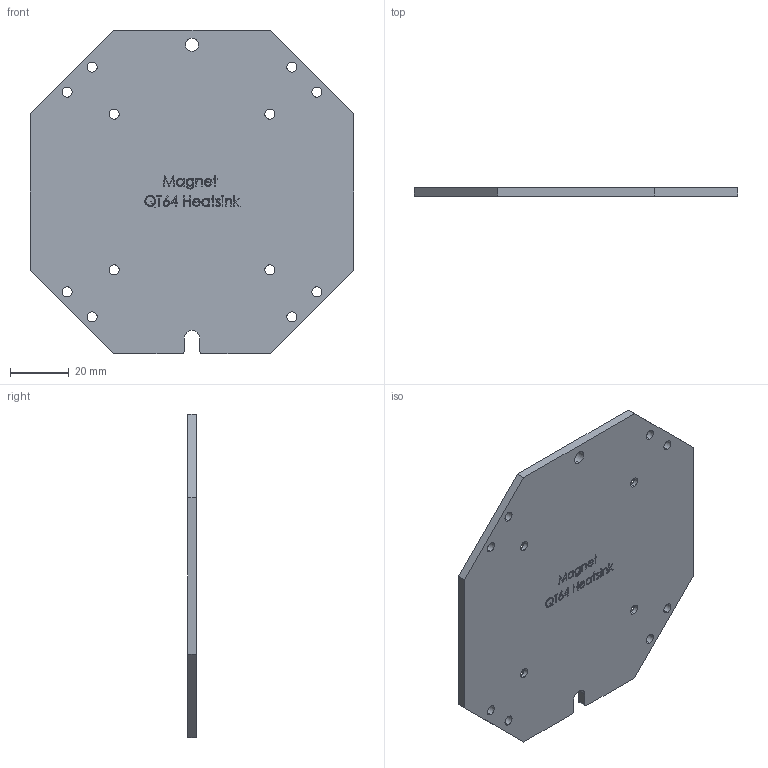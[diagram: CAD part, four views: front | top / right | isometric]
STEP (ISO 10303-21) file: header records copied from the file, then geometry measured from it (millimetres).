
FILE_DESCRIPTION (( 'STEP AP203' ), '1' );
FILE_NAME ('Heatsink.STEP', '2025-04-28T12:57:09', ( '' ), ( '' ), 'SwSTEP 2.0', 'SolidWorks 2024', '' );
FILE_SCHEMA (( 'CONFIG_CONTROL_DESIGN' ));
Length unit declared in the file: millimetre
Products named in the file (1): Heatsink
Bounding box: 110 x 3 x 110 mm (x, y, z)
Volume: 30886 mm3; surface area: 22499.2 mm2
Topology: 1 solids, 1 shells, 313 faces, 844 edges, 560 vertices
Faces by surface type: plane 173, bspline 102, cylinder 30, cone 8
Entity records: 14675 total; most frequent: CARTESIAN_POINT 7316, ORIENTED_EDGE 1688, DIRECTION 1132, EDGE_CURVE 844, VECTOR 572, LINE 572, VERTEX_POINT 560, EDGE_LOOP 366
